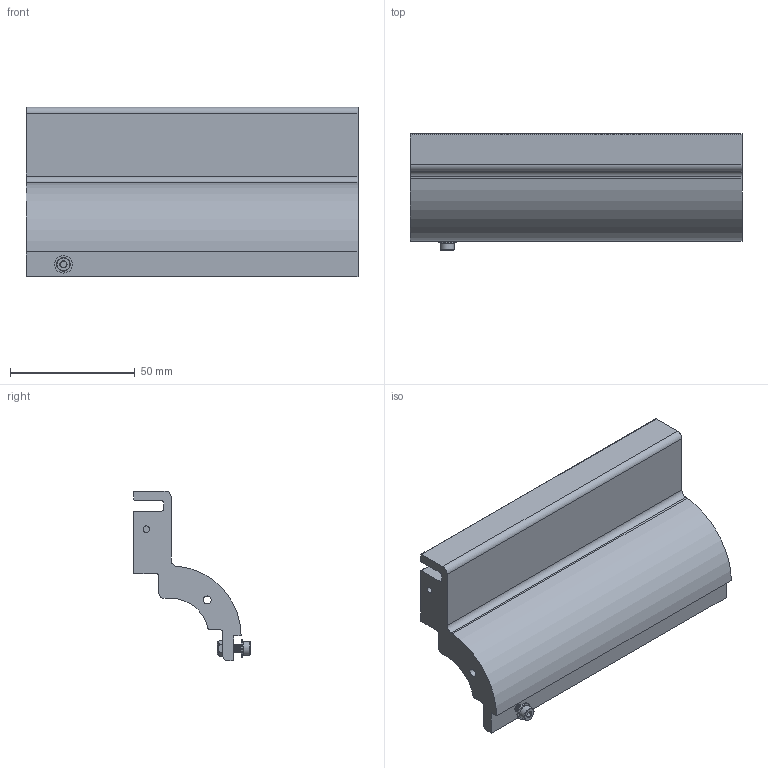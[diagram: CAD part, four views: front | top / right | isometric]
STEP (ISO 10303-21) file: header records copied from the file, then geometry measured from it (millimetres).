
FILE_DESCRIPTION(/* description */ (''),/* implementation_level */ '2;1');
FILE_NAME(/* name */ 'Top Left Guide 1.step',/* time_stamp */ '2018-04-09T13:44:01+02:00',/* author */ ('boelle'),/* organization */ (''),/* preprocessor_version */ 'ST-DEVELOPER v16.13',/* originating_system */ 'Autodesk Translation Framework v6.5.0.72',/* authorisation */ '');
FILE_SCHEMA (('AUTOMOTIVE_DESIGN { 1 0 10303 214 3 1 1 }'));
Length unit declared in the file: millimetre
Products named in the file (10): Top Left Guide 1; M3 Washer; M3 Lock Nut; 90576A102; M3x10; 91290A115; M3 Washer_1; 98269A420; Top Left Guide 1_1; Component1
Assembly tree (10 placements, depth 3):
  Top Left Guide 1
    M3 Washer
      98269A420
    M3 Lock Nut
      90576A102
    M3x10
      91290A115
    M3 Washer_1
      98269A420
    Top Left Guide 1_1
      Component1
Bounding box: 133 x 46.63 x 68 mm (x, y, z)
Volume: 45825.2 mm3; surface area: 31896 mm2
Topology: 6 solids, 6 shells, 189 faces, 506 edges, 335 vertices
Faces by surface type: cylinder 92, plane 52, cone 40, torus 3, bspline 2
Full cylindrical faces by diameter (mm): 2.35 x18, 2.538 x1, 2.594 x6, 2.6 x1, 3 x24, 3.2 x5, 3.352 x1, 5.5 x1, 7 x2
Entity records: 10184 total; most frequent: CARTESIAN_POINT 5445, ORIENTED_EDGE 992, DIRECTION 927, EDGE_CURVE 496, AXIS2_PLACEMENT_3D 373, VERTEX_POINT 327, EDGE_LOOP 201, FACE_OUTER_BOUND 185
